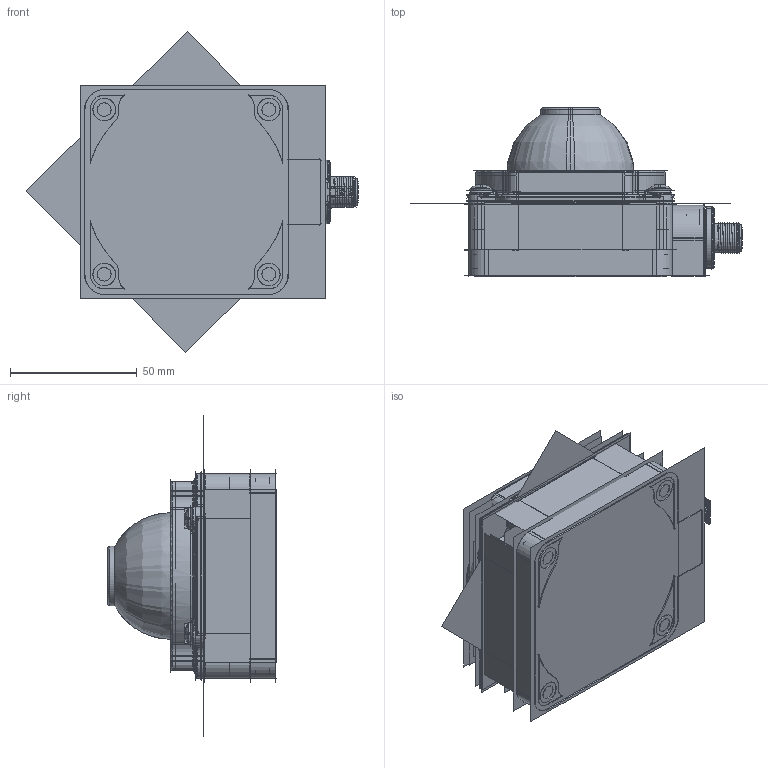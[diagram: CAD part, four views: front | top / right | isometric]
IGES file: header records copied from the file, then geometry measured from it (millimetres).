
Start section:  PTC IGES file: 144883.igs
Global section: file name: 144883.igs; native system: Creo Parametric by PTC Inc.; preprocessor: 2019292; author: PDMAdmin; organization: Unknown; date: 20200603.115813; units: millimetre
Bounding box: 131.05 x 66.91 x 126.71 mm (x, y, z)
Volume: 96553.5 mm3; surface area: 598406.2 mm2
Topology: 13 solids, 17 shells, 2406 faces, 12100 edges, 15261 vertices
Faces by surface type: revolution 1208, bspline 1198
